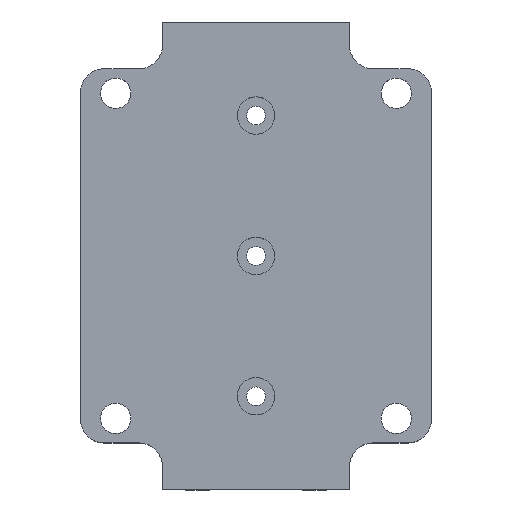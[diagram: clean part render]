
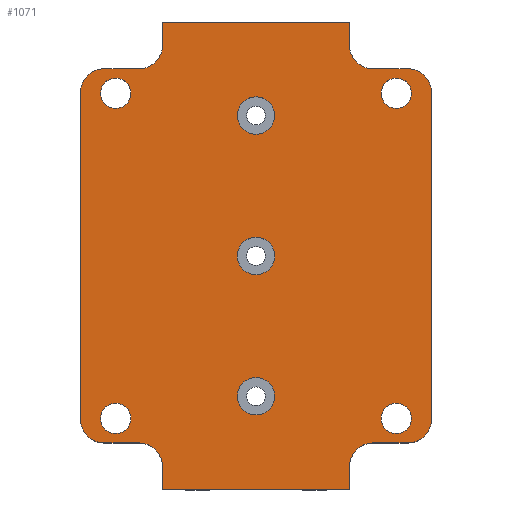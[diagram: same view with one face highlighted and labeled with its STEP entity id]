
A CAD part, top view. The second image highlights one B-rep face of the part: STEP entity #1071.
In plain terms, the highlighted planar face has unit normal (0, 0, 1).
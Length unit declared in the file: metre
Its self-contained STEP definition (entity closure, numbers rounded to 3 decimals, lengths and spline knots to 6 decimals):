
#16=LINE('',#1993,#86);
#17=LINE('',#1998,#87);
#18=LINE('',#2002,#88);
#19=LINE('',#2004,#89);
#20=LINE('',#2006,#90);
#21=LINE('',#2010,#91);
#22=LINE('',#2014,#92);
#23=LINE('',#2018,#93);
#24=LINE('',#2022,#94);
#25=LINE('',#2024,#95);
#26=LINE('',#2026,#96);
#27=LINE('',#2030,#97);
#86=VECTOR('',#1680,1.);
#87=VECTOR('',#1683,1.);
#88=VECTOR('',#1686,1.);
#89=VECTOR('',#1687,1.);
#90=VECTOR('',#1688,1.);
#91=VECTOR('',#1691,1.);
#92=VECTOR('',#1694,1.);
#93=VECTOR('',#1697,1.);
#94=VECTOR('',#1700,1.);
#95=VECTOR('',#1701,1.);
#96=VECTOR('',#1702,1.);
#97=VECTOR('',#1705,1.);
#156=PLANE('',#1532);
#193=ORIENTED_EDGE('',*,*,#453,.F.);
#194=ORIENTED_EDGE('',*,*,#454,.F.);
#195=ORIENTED_EDGE('',*,*,#455,.F.);
#196=ORIENTED_EDGE('',*,*,#456,.T.);
#197=ORIENTED_EDGE('',*,*,#457,.F.);
#198=ORIENTED_EDGE('',*,*,#458,.F.);
#199=ORIENTED_EDGE('',*,*,#459,.T.);
#200=ORIENTED_EDGE('',*,*,#460,.T.);
#201=ORIENTED_EDGE('',*,*,#461,.F.);
#202=ORIENTED_EDGE('',*,*,#462,.T.);
#203=ORIENTED_EDGE('',*,*,#463,.T.);
#204=ORIENTED_EDGE('',*,*,#464,.T.);
#205=ORIENTED_EDGE('',*,*,#465,.F.);
#206=ORIENTED_EDGE('',*,*,#466,.T.);
#207=ORIENTED_EDGE('',*,*,#467,.F.);
#208=ORIENTED_EDGE('',*,*,#468,.T.);
#209=ORIENTED_EDGE('',*,*,#469,.F.);
#210=ORIENTED_EDGE('',*,*,#470,.T.);
#211=ORIENTED_EDGE('',*,*,#471,.T.);
#212=ORIENTED_EDGE('',*,*,#472,.T.);
#213=ORIENTED_EDGE('',*,*,#473,.F.);
#214=ORIENTED_EDGE('',*,*,#474,.F.);
#215=ORIENTED_EDGE('',*,*,#475,.T.);
#216=ORIENTED_EDGE('',*,*,#476,.T.);
#217=ORIENTED_EDGE('',*,*,#477,.T.);
#218=ORIENTED_EDGE('',*,*,#478,.T.);
#219=ORIENTED_EDGE('',*,*,#479,.T.);
#453=EDGE_CURVE('',#583,#583,#683,.T.);
#454=EDGE_CURVE('',#584,#584,#684,.T.);
#455=EDGE_CURVE('',#585,#585,#685,.T.);
#456=EDGE_CURVE('',#586,#586,#686,.T.);
#457=EDGE_CURVE('',#587,#587,#687,.T.);
#458=EDGE_CURVE('',#588,#588,#688,.T.);
#459=EDGE_CURVE('',#589,#590,#16,.T.);
#460=EDGE_CURVE('',#590,#591,#689,.T.);
#461=EDGE_CURVE('',#592,#591,#17,.T.);
#462=EDGE_CURVE('',#592,#593,#690,.F.);
#463=EDGE_CURVE('',#593,#594,#18,.T.);
#464=EDGE_CURVE('',#594,#595,#19,.T.);
#465=EDGE_CURVE('',#596,#595,#20,.T.);
#466=EDGE_CURVE('',#596,#597,#691,.F.);
#467=EDGE_CURVE('',#598,#597,#21,.T.);
#468=EDGE_CURVE('',#598,#599,#692,.T.);
#469=EDGE_CURVE('',#600,#599,#22,.T.);
#470=EDGE_CURVE('',#600,#601,#693,.T.);
#471=EDGE_CURVE('',#601,#602,#23,.T.);
#472=EDGE_CURVE('',#602,#603,#694,.F.);
#473=EDGE_CURVE('',#604,#603,#24,.T.);
#474=EDGE_CURVE('',#605,#604,#25,.T.);
#475=EDGE_CURVE('',#605,#606,#26,.T.);
#476=EDGE_CURVE('',#606,#607,#695,.F.);
#477=EDGE_CURVE('',#607,#608,#27,.T.);
#478=EDGE_CURVE('',#608,#589,#696,.T.);
#479=EDGE_CURVE('',#609,#609,#697,.T.);
#583=VERTEX_POINT('',#1982);
#584=VERTEX_POINT('',#1984);
#585=VERTEX_POINT('',#1986);
#586=VERTEX_POINT('',#1988);
#587=VERTEX_POINT('',#1990);
#588=VERTEX_POINT('',#1992);
#589=VERTEX_POINT('',#1994);
#590=VERTEX_POINT('',#1995);
#591=VERTEX_POINT('',#1997);
#592=VERTEX_POINT('',#1999);
#593=VERTEX_POINT('',#2001);
#594=VERTEX_POINT('',#2003);
#595=VERTEX_POINT('',#2005);
#596=VERTEX_POINT('',#2007);
#597=VERTEX_POINT('',#2009);
#598=VERTEX_POINT('',#2011);
#599=VERTEX_POINT('',#2013);
#600=VERTEX_POINT('',#2015);
#601=VERTEX_POINT('',#2017);
#602=VERTEX_POINT('',#2019);
#603=VERTEX_POINT('',#2021);
#604=VERTEX_POINT('',#2023);
#605=VERTEX_POINT('',#2025);
#606=VERTEX_POINT('',#2027);
#607=VERTEX_POINT('',#2029);
#608=VERTEX_POINT('',#2031);
#609=VERTEX_POINT('',#2034);
#683=CIRCLE('',#1533,0.004);
#684=CIRCLE('',#1534,0.004);
#685=CIRCLE('',#1535,0.004);
#686=CIRCLE('',#1536,0.00325);
#687=CIRCLE('',#1537,0.00325);
#688=CIRCLE('',#1538,0.00325);
#689=CIRCLE('',#1539,0.005);
#690=CIRCLE('',#1540,0.005);
#691=CIRCLE('',#1541,0.005);
#692=CIRCLE('',#1542,0.005);
#693=CIRCLE('',#1543,0.005);
#694=CIRCLE('',#1544,0.005);
#695=CIRCLE('',#1545,0.005);
#696=CIRCLE('',#1546,0.005);
#697=CIRCLE('',#1547,0.00325);
#739=EDGE_LOOP('',(#193));
#740=EDGE_LOOP('',(#194));
#741=EDGE_LOOP('',(#195));
#742=EDGE_LOOP('',(#196));
#743=EDGE_LOOP('',(#197));
#744=EDGE_LOOP('',(#198));
#745=EDGE_LOOP('',(#199,#200,#201,#202,#203,#204,#205,#206,#207,#208,#209,
#210,#211,#212,#213,#214,#215,#216,#217,#218));
#746=EDGE_LOOP('',(#219));
#859=FACE_BOUND('',#739,.T.);
#860=FACE_BOUND('',#740,.T.);
#861=FACE_BOUND('',#741,.T.);
#862=FACE_BOUND('',#742,.T.);
#863=FACE_BOUND('',#743,.T.);
#864=FACE_BOUND('',#744,.T.);
#865=FACE_BOUND('',#745,.T.);
#866=FACE_BOUND('',#746,.T.);
#1071=ADVANCED_FACE('',(#859,#860,#861,#862,#863,#864,#865,#866),#156,.T.);
#1532=AXIS2_PLACEMENT_3D('',#1980,#1666,#1667);
#1533=AXIS2_PLACEMENT_3D('',#1981,#1668,#1669);
#1534=AXIS2_PLACEMENT_3D('',#1983,#1670,#1671);
#1535=AXIS2_PLACEMENT_3D('',#1985,#1672,#1673);
#1536=AXIS2_PLACEMENT_3D('',#1987,#1674,#1675);
#1537=AXIS2_PLACEMENT_3D('',#1989,#1676,#1677);
#1538=AXIS2_PLACEMENT_3D('',#1991,#1678,#1679);
#1539=AXIS2_PLACEMENT_3D('',#1996,#1681,#1682);
#1540=AXIS2_PLACEMENT_3D('',#2000,#1684,#1685);
#1541=AXIS2_PLACEMENT_3D('',#2008,#1689,#1690);
#1542=AXIS2_PLACEMENT_3D('',#2012,#1692,#1693);
#1543=AXIS2_PLACEMENT_3D('',#2016,#1695,#1696);
#1544=AXIS2_PLACEMENT_3D('',#2020,#1698,#1699);
#1545=AXIS2_PLACEMENT_3D('',#2028,#1703,#1704);
#1546=AXIS2_PLACEMENT_3D('',#2032,#1706,#1707);
#1547=AXIS2_PLACEMENT_3D('',#2033,#1708,#1709);
#1666=DIRECTION('',(0.,0.,1.));
#1667=DIRECTION('',(1.,0.,0.));
#1668=DIRECTION('',(0.,0.,1.));
#1669=DIRECTION('',(1.,0.,0.));
#1670=DIRECTION('',(0.,0.,1.));
#1671=DIRECTION('',(1.,0.,0.));
#1672=DIRECTION('',(0.,0.,1.));
#1673=DIRECTION('',(1.,0.,0.));
#1674=DIRECTION('',(0.,0.,-1.));
#1675=DIRECTION('',(1.,0.,0.));
#1676=DIRECTION('',(0.,0.,1.));
#1677=DIRECTION('',(1.,0.,0.));
#1678=DIRECTION('',(0.,0.,1.));
#1679=DIRECTION('',(1.,0.,0.));
#1680=DIRECTION('',(0.,-1.,0.));
#1681=DIRECTION('',(0.,0.,1.));
#1682=DIRECTION('',(1.,0.,0.));
#1683=DIRECTION('',(-1.,0.,0.));
#1684=DIRECTION('',(0.,0.,1.));
#1685=DIRECTION('',(1.,0.,0.));
#1686=DIRECTION('',(0.,-1.,0.));
#1687=DIRECTION('',(1.,0.,0.));
#1688=DIRECTION('',(0.,-1.,0.));
#1689=DIRECTION('',(0.,0.,1.));
#1690=DIRECTION('',(1.,0.,0.));
#1691=DIRECTION('',(-1.,0.,0.));
#1692=DIRECTION('',(0.,0.,1.));
#1693=DIRECTION('',(1.,0.,0.));
#1694=DIRECTION('',(0.,-1.,0.));
#1695=DIRECTION('',(0.,0.,1.));
#1696=DIRECTION('',(1.,0.,0.));
#1697=DIRECTION('',(-1.,0.,0.));
#1698=DIRECTION('',(0.,0.,1.));
#1699=DIRECTION('',(1.,0.,0.));
#1700=DIRECTION('',(0.,-1.,0.));
#1701=DIRECTION('',(1.,0.,0.));
#1702=DIRECTION('',(0.,-1.,0.));
#1703=DIRECTION('',(0.,0.,1.));
#1704=DIRECTION('',(1.,0.,0.));
#1705=DIRECTION('',(-1.,0.,0.));
#1706=DIRECTION('',(0.,0.,1.));
#1707=DIRECTION('',(1.,0.,0.));
#1708=DIRECTION('',(0.,0.,-1.));
#1709=DIRECTION('',(1.,0.,0.));
#1980=CARTESIAN_POINT('',(-0.02,0.05,0.02));
#1981=CARTESIAN_POINT('',(0.,0.03,0.02));
#1982=CARTESIAN_POINT('',(0.004,0.03,0.02));
#1983=CARTESIAN_POINT('',(0.,0.,0.02));
#1984=CARTESIAN_POINT('',(0.004,0.,0.02));
#1985=CARTESIAN_POINT('',(0.,-0.03,0.02));
#1986=CARTESIAN_POINT('',(0.004,-0.03,0.02));
#1987=CARTESIAN_POINT('',(0.03,-0.03475,0.02));
#1988=CARTESIAN_POINT('',(0.03325,-0.03475,0.02));
#1989=CARTESIAN_POINT('',(-0.03,-0.03475,0.02));
#1990=CARTESIAN_POINT('',(-0.02675,-0.03475,0.02));
#1991=CARTESIAN_POINT('',(0.03,0.03475,0.02));
#1992=CARTESIAN_POINT('',(0.03325,0.03475,0.02));
#1993=CARTESIAN_POINT('',(-0.0375,0.,0.02));
#1994=CARTESIAN_POINT('',(-0.0375,0.035,0.02));
#1995=CARTESIAN_POINT('',(-0.0375,-0.035,0.02));
#1996=CARTESIAN_POINT('',(-0.0325,-0.035,0.02));
#1997=CARTESIAN_POINT('',(-0.0325,-0.04,0.02));
#1998=CARTESIAN_POINT('',(0.,-0.04,0.02));
#1999=CARTESIAN_POINT('',(-0.025,-0.04,0.02));
#2000=CARTESIAN_POINT('',(-0.025,-0.045,0.02));
#2001=CARTESIAN_POINT('',(-0.02,-0.045,0.02));
#2002=CARTESIAN_POINT('',(-0.02,0.05,0.02));
#2003=CARTESIAN_POINT('',(-0.02,-0.05,0.02));
#2004=CARTESIAN_POINT('',(-0.02,-0.05,0.02));
#2005=CARTESIAN_POINT('',(0.02,-0.05,0.02));
#2006=CARTESIAN_POINT('',(0.02,0.05,0.02));
#2007=CARTESIAN_POINT('',(0.02,-0.045,0.02));
#2008=CARTESIAN_POINT('',(0.025,-0.045,0.02));
#2009=CARTESIAN_POINT('',(0.025,-0.04,0.02));
#2010=CARTESIAN_POINT('',(0.,-0.04,0.02));
#2011=CARTESIAN_POINT('',(0.0325,-0.04,0.02));
#2012=CARTESIAN_POINT('',(0.0325,-0.035,0.02));
#2013=CARTESIAN_POINT('',(0.0375,-0.035,0.02));
#2014=CARTESIAN_POINT('',(0.0375,0.,0.02));
#2015=CARTESIAN_POINT('',(0.0375,0.035,0.02));
#2016=CARTESIAN_POINT('',(0.0325,0.035,0.02));
#2017=CARTESIAN_POINT('',(0.0325,0.04,0.02));
#2018=CARTESIAN_POINT('',(0.,0.04,0.02));
#2019=CARTESIAN_POINT('',(0.025,0.04,0.02));
#2020=CARTESIAN_POINT('',(0.025,0.045,0.02));
#2021=CARTESIAN_POINT('',(0.02,0.045,0.02));
#2022=CARTESIAN_POINT('',(0.02,0.05,0.02));
#2023=CARTESIAN_POINT('',(0.02,0.05,0.02));
#2024=CARTESIAN_POINT('',(-0.02,0.05,0.02));
#2025=CARTESIAN_POINT('',(-0.02,0.05,0.02));
#2026=CARTESIAN_POINT('',(-0.02,0.05,0.02));
#2027=CARTESIAN_POINT('',(-0.02,0.045,0.02));
#2028=CARTESIAN_POINT('',(-0.025,0.045,0.02));
#2029=CARTESIAN_POINT('',(-0.025,0.04,0.02));
#2030=CARTESIAN_POINT('',(0.,0.04,0.02));
#2031=CARTESIAN_POINT('',(-0.0325,0.04,0.02));
#2032=CARTESIAN_POINT('',(-0.0325,0.035,0.02));
#2033=CARTESIAN_POINT('',(-0.03,0.03475,0.02));
#2034=CARTESIAN_POINT('',(-0.02675,0.03475,0.02));
